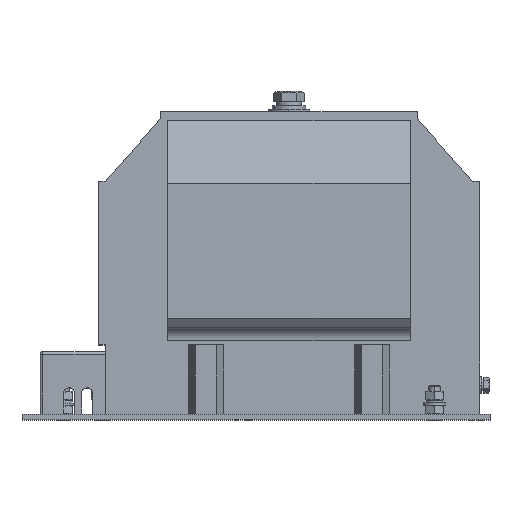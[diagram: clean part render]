
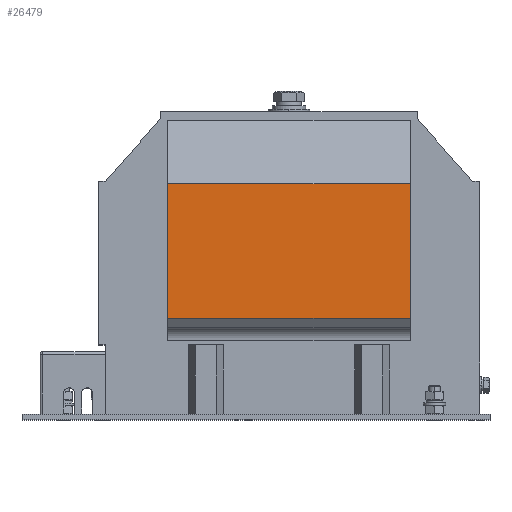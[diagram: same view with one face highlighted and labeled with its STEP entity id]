
A CAD part, top view. The second image highlights one B-rep face of the part: STEP entity #26479.
In plain terms, the highlighted planar face has unit normal (0, 0, 1).
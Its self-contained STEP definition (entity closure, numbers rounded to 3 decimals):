
#337 = LINE ( 'NONE', #13735, #2314 ) ;
#2314 = VECTOR ( 'NONE', #27065, 1000. ) ;
#2504 = EDGE_CURVE ( 'NONE', #42687, #28379, #43032, .T. ) ;
#2835 = AXIS2_PLACEMENT_3D ( 'NONE', #11523, #24825, #38324 ) ;
#4484 = FACE_OUTER_BOUND ( 'NONE', #6747, .T. ) ;
#6747 = EDGE_LOOP ( 'NONE', ( #12266, #18064, #26837, #31008 ) ) ;
#6991 = VECTOR ( 'NONE', #36861, 1000. ) ;
#9384 = CARTESIAN_POINT ( 'NONE',  ( -2.424, 139.809, 418.429 ) ) ;
#10021 = LINE ( 'NONE', #23348, #6991 ) ;
#11523 = CARTESIAN_POINT ( 'NONE',  ( -2.424, 71.809, 418.429 ) ) ;
#12093 = EDGE_CURVE ( 'NONE', #15723, #28379, #10021, .T. ) ;
#12266 = ORIENTED_EDGE ( 'NONE', *, *, #26323, .F. ) ;
#12614 = CARTESIAN_POINT ( 'NONE',  ( -2.424, 139.809, 418.429 ) ) ;
#12876 = CARTESIAN_POINT ( 'NONE',  ( 172.576, 71.809, 418.429 ) ) ;
#13735 = CARTESIAN_POINT ( 'NONE',  ( -2.424, 71.809, 418.429 ) ) ;
#15723 = VERTEX_POINT ( 'NONE', #37006 ) ;
#17499 = VECTOR ( 'NONE', #25954, 1000. ) ;
#17835 = PLANE ( 'NONE',  #2835 ) ;
#18064 = ORIENTED_EDGE ( 'NONE', *, *, #2504, .T. ) ;
#23348 = CARTESIAN_POINT ( 'NONE',  ( -2.424, 236.809, 418.429 ) ) ;
#23456 = VERTEX_POINT ( 'NONE', #9384 ) ;
#24825 = DIRECTION ( 'NONE',  ( 0., 0., 1. ) ) ;
#25954 = DIRECTION ( 'NONE',  ( -1., 0., 0. ) ) ;
#26208 = DIRECTION ( 'NONE',  ( 0., 1., 0. ) ) ;
#26323 = EDGE_CURVE ( 'NONE', #42687, #23456, #42758, .T. ) ;
#26479 = ADVANCED_FACE ( 'NONE', ( #4484 ), #17835, .T. ) ;
#26837 = ORIENTED_EDGE ( 'NONE', *, *, #12093, .F. ) ;
#27065 = DIRECTION ( 'NONE',  ( 0., 1., 0. ) ) ;
#28176 = EDGE_CURVE ( 'NONE', #23456, #15723, #337, .T. ) ;
#28379 = VERTEX_POINT ( 'NONE', #33500 ) ;
#31008 = ORIENTED_EDGE ( 'NONE', *, *, #28176, .F. ) ;
#33500 = CARTESIAN_POINT ( 'NONE',  ( 172.576, 236.809, 418.429 ) ) ;
#36861 = DIRECTION ( 'NONE',  ( 1., 0., 0. ) ) ;
#37006 = CARTESIAN_POINT ( 'NONE',  ( -2.424, 236.809, 418.429 ) ) ;
#38324 = DIRECTION ( 'NONE',  ( 1., 0., 0. ) ) ;
#40538 = VECTOR ( 'NONE', #26208, 1000. ) ;
#42687 = VERTEX_POINT ( 'NONE', #43275 ) ;
#42758 = LINE ( 'NONE', #12614, #17499 ) ;
#43032 = LINE ( 'NONE', #12876, #40538 ) ;
#43275 = CARTESIAN_POINT ( 'NONE',  ( 172.576, 139.809, 418.429 ) ) ;
